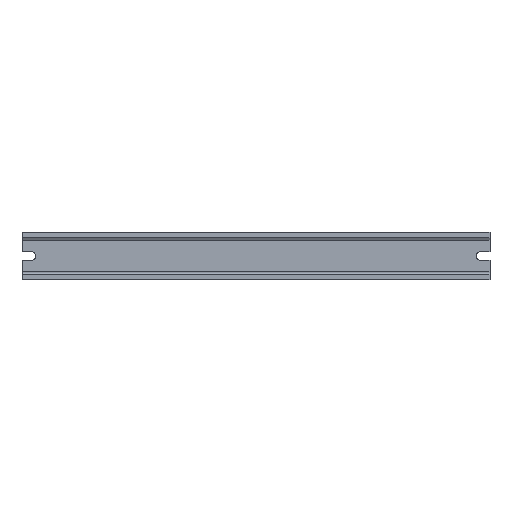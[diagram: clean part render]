
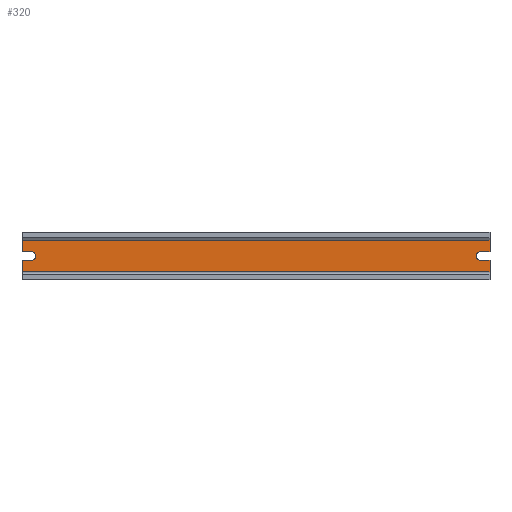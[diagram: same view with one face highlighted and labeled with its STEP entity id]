
A CAD part, top view. The second image highlights one B-rep face of the part: STEP entity #320.
In plain terms, the highlighted planar face has unit normal (0, 0, 1).
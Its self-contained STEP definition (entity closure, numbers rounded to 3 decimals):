
#236=AXIS2_PLACEMENT_3D('Plane Axis2P3D',#233,#234,#235) ;
#270=AXIS2_PLACEMENT_3D('Circle Axis2P3D',#268,#269,$) ;
#50=CARTESIAN_POINT('Vertex',(6.85,20.65,1.5)) ;
#53=CARTESIAN_POINT('Line Origine',(3.425,20.65,1.5)) ;
#57=CARTESIAN_POINT('Vertex',(0.,20.65,1.5)) ;
#209=CARTESIAN_POINT('Control Point',(6.85,14.35,1.5)) ;
#210=CARTESIAN_POINT('Control Point',(7.84,14.35,1.5)) ;
#211=CARTESIAN_POINT('Control Point',(8.829,14.739,1.5)) ;
#212=CARTESIAN_POINT('Control Point',(9.611,15.521,1.5)) ;
#213=CARTESIAN_POINT('Control Point',(10.389,17.5,1.5)) ;
#214=CARTESIAN_POINT('Control Point',(9.611,19.479,1.5)) ;
#215=CARTESIAN_POINT('Control Point',(8.829,20.261,1.5)) ;
#216=CARTESIAN_POINT('Control Point',(7.84,20.65,1.5)) ;
#217=CARTESIAN_POINT('Control Point',(6.85,20.65,1.5)) ;
#218=CARTESIAN_POINT('Vertex',(6.85,14.35,1.5)) ;
#233=CARTESIAN_POINT('Axis2P3D Location',(0.,29.,1.5)) ;
#238=CARTESIAN_POINT('Line Origine',(0.,10.175,1.5)) ;
#242=CARTESIAN_POINT('Vertex',(0.,14.35,1.5)) ;
#244=CARTESIAN_POINT('Vertex',(0.,6.,1.5)) ;
#247=CARTESIAN_POINT('Line Origine',(171.,6.,1.5)) ;
#251=CARTESIAN_POINT('Vertex',(342.,6.,1.5)) ;
#254=CARTESIAN_POINT('Line Origine',(342.,10.175,1.5)) ;
#258=CARTESIAN_POINT('Vertex',(342.,14.35,1.5)) ;
#261=CARTESIAN_POINT('Line Origine',(338.575,14.35,1.5)) ;
#265=CARTESIAN_POINT('Vertex',(335.15,14.35,1.5)) ;
#268=CARTESIAN_POINT('Axis2P3D Location',(335.15,17.5,1.5)) ;
#272=CARTESIAN_POINT('Vertex',(335.15,20.65,1.5)) ;
#275=CARTESIAN_POINT('Line Origine',(338.575,20.65,1.5)) ;
#279=CARTESIAN_POINT('Vertex',(342.,20.65,1.5)) ;
#282=CARTESIAN_POINT('Line Origine',(342.,24.825,1.5)) ;
#286=CARTESIAN_POINT('Vertex',(342.,29.,1.5)) ;
#289=CARTESIAN_POINT('Line Origine',(171.,29.,1.5)) ;
#293=CARTESIAN_POINT('Vertex',(0.,29.,1.5)) ;
#296=CARTESIAN_POINT('Line Origine',(0.,24.825,1.5)) ;
#301=CARTESIAN_POINT('Line Origine',(3.425,14.35,1.5)) ;
#54=DIRECTION('Vector Direction',(-1.,0.,0.)) ;
#234=DIRECTION('Axis2P3D Direction',(-0.,0.,1.)) ;
#235=DIRECTION('Axis2P3D XDirection',(0.,-1.,0.)) ;
#239=DIRECTION('Vector Direction',(0.,-1.,0.)) ;
#248=DIRECTION('Vector Direction',(1.,0.,0.)) ;
#255=DIRECTION('Vector Direction',(0.,-1.,0.)) ;
#262=DIRECTION('Vector Direction',(1.,0.,0.)) ;
#269=DIRECTION('Axis2P3D Direction',(-0.,0.,1.)) ;
#276=DIRECTION('Vector Direction',(1.,0.,0.)) ;
#283=DIRECTION('Vector Direction',(0.,-1.,0.)) ;
#290=DIRECTION('Vector Direction',(1.,0.,0.)) ;
#297=DIRECTION('Vector Direction',(0.,-1.,0.)) ;
#302=DIRECTION('Vector Direction',(-1.,0.,0.)) ;
#55=VECTOR('Line Direction',#54,1.) ;
#240=VECTOR('Line Direction',#239,1.) ;
#249=VECTOR('Line Direction',#248,1.) ;
#256=VECTOR('Line Direction',#255,1.) ;
#263=VECTOR('Line Direction',#262,1.) ;
#277=VECTOR('Line Direction',#276,1.) ;
#284=VECTOR('Line Direction',#283,1.) ;
#291=VECTOR('Line Direction',#290,1.) ;
#298=VECTOR('Line Direction',#297,1.) ;
#303=VECTOR('Line Direction',#302,1.) ;
#307=ORIENTED_EDGE('',*,*,#246,.T.) ;
#308=ORIENTED_EDGE('',*,*,#253,.T.) ;
#309=ORIENTED_EDGE('',*,*,#260,.F.) ;
#310=ORIENTED_EDGE('',*,*,#267,.F.) ;
#311=ORIENTED_EDGE('',*,*,#274,.F.) ;
#312=ORIENTED_EDGE('',*,*,#281,.T.) ;
#313=ORIENTED_EDGE('',*,*,#288,.F.) ;
#314=ORIENTED_EDGE('',*,*,#295,.F.) ;
#315=ORIENTED_EDGE('',*,*,#300,.T.) ;
#316=ORIENTED_EDGE('',*,*,#59,.F.) ;
#317=ORIENTED_EDGE('',*,*,#220,.F.) ;
#318=ORIENTED_EDGE('',*,*,#305,.T.) ;
#320=ADVANCED_FACE('Rail',(#319),#237,.T.) ;
#208=B_SPLINE_CURVE_WITH_KNOTS('',5,(#209,#210,#211,#212,#213,#214,#215,#216,#217),.UNSPECIFIED.,.F.,.U.,(6,3,6),(-4.948,0.,4.948),.UNSPECIFIED.) ;
#271=CIRCLE('generated circle',#270,3.15) ;
#59=EDGE_CURVE('',#51,#58,#56,.T.) ;
#220=EDGE_CURVE('',#219,#51,#208,.T.) ;
#246=EDGE_CURVE('',#243,#245,#241,.T.) ;
#253=EDGE_CURVE('',#245,#252,#250,.T.) ;
#260=EDGE_CURVE('',#259,#252,#257,.T.) ;
#267=EDGE_CURVE('',#266,#259,#264,.T.) ;
#274=EDGE_CURVE('',#273,#266,#271,.T.) ;
#281=EDGE_CURVE('',#273,#280,#278,.T.) ;
#288=EDGE_CURVE('',#287,#280,#285,.T.) ;
#295=EDGE_CURVE('',#294,#287,#292,.T.) ;
#300=EDGE_CURVE('',#294,#58,#299,.T.) ;
#305=EDGE_CURVE('',#219,#243,#304,.T.) ;
#306=EDGE_LOOP('',(#307,#308,#309,#310,#311,#312,#313,#314,#315,#316,#317,#318)) ;
#319=FACE_OUTER_BOUND('',#306,.T.) ;
#56=LINE('Line',#53,#55) ;
#241=LINE('Line',#238,#240) ;
#250=LINE('Line',#247,#249) ;
#257=LINE('Line',#254,#256) ;
#264=LINE('Line',#261,#263) ;
#278=LINE('Line',#275,#277) ;
#285=LINE('Line',#282,#284) ;
#292=LINE('Line',#289,#291) ;
#299=LINE('Line',#296,#298) ;
#304=LINE('Line',#301,#303) ;
#237=PLANE('',#236) ;
#51=VERTEX_POINT('',#50) ;
#58=VERTEX_POINT('',#57) ;
#219=VERTEX_POINT('',#218) ;
#243=VERTEX_POINT('',#242) ;
#245=VERTEX_POINT('',#244) ;
#252=VERTEX_POINT('',#251) ;
#259=VERTEX_POINT('',#258) ;
#266=VERTEX_POINT('',#265) ;
#273=VERTEX_POINT('',#272) ;
#280=VERTEX_POINT('',#279) ;
#287=VERTEX_POINT('',#286) ;
#294=VERTEX_POINT('',#293) ;
